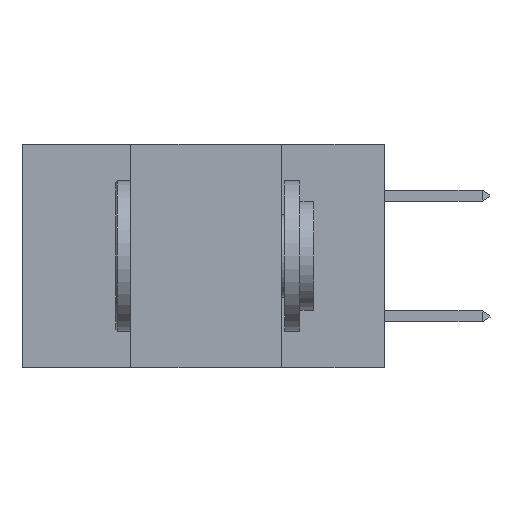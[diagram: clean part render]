
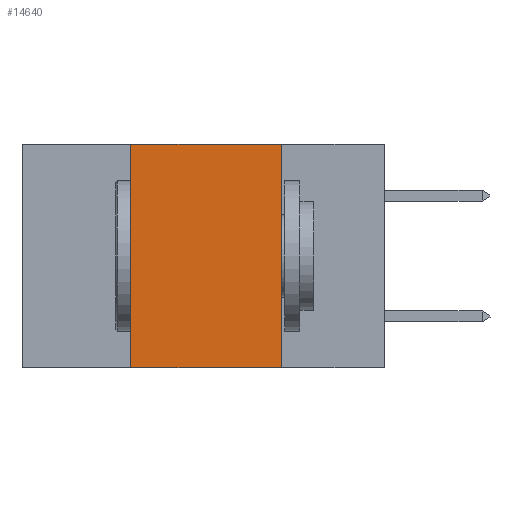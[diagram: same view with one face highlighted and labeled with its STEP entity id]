
A CAD part, left-side view. The second image highlights one B-rep face of the part: STEP entity #14640.
In plain terms, the highlighted planar face has unit normal (-1, 0, 0).
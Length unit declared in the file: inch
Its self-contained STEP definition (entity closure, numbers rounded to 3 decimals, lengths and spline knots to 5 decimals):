
#1057 = CARTESIAN_POINT ( 'NONE',  ( 0., 0.17, 0. ) ) ;
#1431 = EDGE_LOOP ( 'NONE', ( #17130, #17919, #21203, #8181 ) ) ;
#1986 = EDGE_CURVE ( 'NONE', #13019, #10721, #9415, .T. ) ;
#2374 = VERTEX_POINT ( 'NONE', #15308 ) ;
#3659 = VECTOR ( 'NONE', #6378, 39.37008 ) ;
#3887 = VECTOR ( 'NONE', #15153, 39.37008 ) ;
#5632 = CARTESIAN_POINT ( 'NONE',  ( 0., 0.42, 0. ) ) ;
#6291 = CARTESIAN_POINT ( 'NONE',  ( 0., 0.42, -0.37 ) ) ;
#6351 = VECTOR ( 'NONE', #17803, 39.37008 ) ;
#6378 = DIRECTION ( 'NONE',  ( 0., 0., 1. ) ) ;
#6989 = DIRECTION ( 'NONE',  ( 1., 0., 0. ) ) ;
#8181 = ORIENTED_EDGE ( 'NONE', *, *, #16147, .T. ) ;
#8204 = VERTEX_POINT ( 'NONE', #20989 ) ;
#9121 = DIRECTION ( 'NONE',  ( 0., -1., 0. ) ) ;
#9415 = LINE ( 'NONE', #5632, #3659 ) ;
#10126 = FACE_OUTER_BOUND ( 'NONE', #1431, .T. ) ;
#10721 = VERTEX_POINT ( 'NONE', #19082 ) ;
#11996 = LINE ( 'NONE', #16083, #6351 ) ;
#12511 = CARTESIAN_POINT ( 'NONE',  ( 0., 0.6, -0.37 ) ) ;
#13019 = VERTEX_POINT ( 'NONE', #6291 ) ;
#13784 = EDGE_CURVE ( 'NONE', #8204, #2374, #18299, .T. ) ;
#13876 = PLANE ( 'NONE',  #17995 ) ;
#14640 = ADVANCED_FACE ( 'NONE', ( #10126 ), #13876, .F. ) ;
#15153 = DIRECTION ( 'NONE',  ( 0., 0., -1. ) ) ;
#15308 = CARTESIAN_POINT ( 'NONE',  ( 0., 0.17, -0.37 ) ) ;
#16083 = CARTESIAN_POINT ( 'NONE',  ( 0., 0.6, 0. ) ) ;
#16147 = EDGE_CURVE ( 'NONE', #13019, #2374, #20796, .T. ) ;
#16246 = VECTOR ( 'NONE', #9121, 39.37008 ) ;
#17130 = ORIENTED_EDGE ( 'NONE', *, *, #13784, .F. ) ;
#17343 = CARTESIAN_POINT ( 'NONE',  ( 0., 0.6, 0. ) ) ;
#17803 = DIRECTION ( 'NONE',  ( 0., -1., 0. ) ) ;
#17919 = ORIENTED_EDGE ( 'NONE', *, *, #19767, .F. ) ;
#17995 = AXIS2_PLACEMENT_3D ( 'NONE', #17343, #6989, #19050 ) ;
#18299 = LINE ( 'NONE', #1057, #3887 ) ;
#19050 = DIRECTION ( 'NONE',  ( 0., 0., -1. ) ) ;
#19082 = CARTESIAN_POINT ( 'NONE',  ( 0., 0.42, 0. ) ) ;
#19767 = EDGE_CURVE ( 'NONE', #10721, #8204, #11996, .T. ) ;
#20796 = LINE ( 'NONE', #12511, #16246 ) ;
#20989 = CARTESIAN_POINT ( 'NONE',  ( 0., 0.17, 0. ) ) ;
#21203 = ORIENTED_EDGE ( 'NONE', *, *, #1986, .F. ) ;
